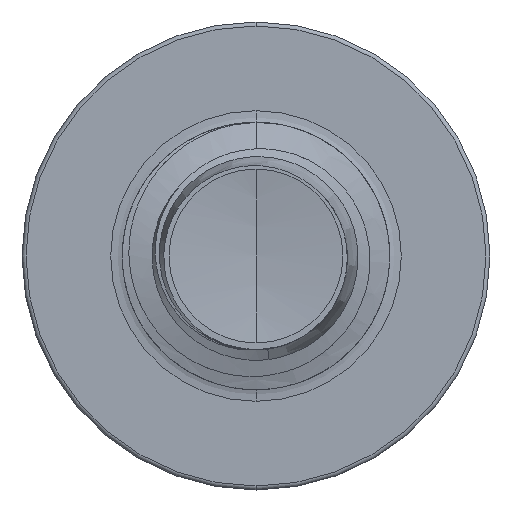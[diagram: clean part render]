
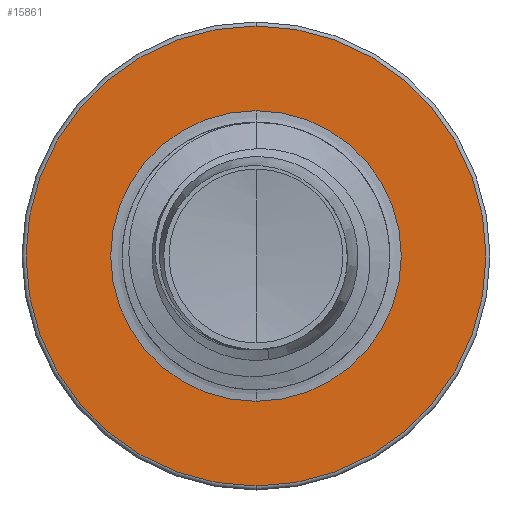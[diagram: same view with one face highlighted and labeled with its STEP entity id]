
A CAD part, front view. The second image highlights one B-rep face of the part: STEP entity #15861.
In plain terms, the highlighted planar face has unit normal (0, -1, 0).
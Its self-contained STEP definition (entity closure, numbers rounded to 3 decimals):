
#501 = ORIENTED_EDGE ( 'NONE', *, *, #5319, .T. ) ;
#804 = CARTESIAN_POINT ( 'NONE',  ( 0., 11., 0. ) ) ;
#897 = CARTESIAN_POINT ( 'NONE',  ( 0., 11., 0. ) ) ;
#2047 = ORIENTED_EDGE ( 'NONE', *, *, #23501, .T. ) ;
#2601 = ORIENTED_EDGE ( 'NONE', *, *, #11632, .F. ) ;
#2734 = DIRECTION ( 'NONE',  ( 0., 0., 1. ) ) ;
#2812 = DIRECTION ( 'NONE',  ( 0., 0., 1. ) ) ;
#2893 = VERTEX_POINT ( 'NONE', #21627 ) ;
#3677 = CARTESIAN_POINT ( 'NONE',  ( 0., 11., 0. ) ) ;
#3741 = AXIS2_PLACEMENT_3D ( 'NONE', #3677, #17051, #5637 ) ;
#4174 = FACE_OUTER_BOUND ( 'NONE', #12174, .T. ) ;
#4638 = PLANE ( 'NONE',  #8853 ) ;
#5271 = DIRECTION ( 'NONE',  ( 0., 1., 0. ) ) ;
#5319 = EDGE_CURVE ( 'NONE', #23019, #2893, #12711, .T. ) ;
#5637 = DIRECTION ( 'NONE',  ( 0., 0., 1. ) ) ;
#5831 = CIRCLE ( 'NONE', #20837, 3.44 ) ;
#8469 = DIRECTION ( 'NONE',  ( 0., 1., 0. ) ) ;
#8589 = AXIS2_PLACEMENT_3D ( 'NONE', #804, #14173, #2734 ) ;
#8667 = EDGE_CURVE ( 'NONE', #12916, #18521, #5831, .T. ) ;
#8853 = AXIS2_PLACEMENT_3D ( 'NONE', #17988, #8469, #21929 ) ;
#9255 = FACE_BOUND ( 'NONE', #12849, .T. ) ;
#10399 = ORIENTED_EDGE ( 'NONE', *, *, #8667, .F. ) ;
#11544 = CARTESIAN_POINT ( 'NONE',  ( 0., 11., -3.44 ) ) ;
#11632 = EDGE_CURVE ( 'NONE', #18521, #12916, #20501, .T. ) ;
#12174 = EDGE_LOOP ( 'NONE', ( #2601, #10399 ) ) ;
#12175 = CIRCLE ( 'NONE', #3741, 2.174 ) ;
#12604 = CARTESIAN_POINT ( 'NONE',  ( 0., 11., 2.174 ) ) ;
#12711 = CIRCLE ( 'NONE', #8589, 2.174 ) ;
#12849 = EDGE_LOOP ( 'NONE', ( #501, #2047 ) ) ;
#12916 = VERTEX_POINT ( 'NONE', #11544 ) ;
#14173 = DIRECTION ( 'NONE',  ( 0., 1., 0. ) ) ;
#14254 = DIRECTION ( 'NONE',  ( 0., 1., 0. ) ) ;
#15861 = ADVANCED_FACE ( 'NONE', ( #4174, #9255 ), #4638, .F. ) ;
#16351 = CARTESIAN_POINT ( 'NONE',  ( 0., 11., 3.44 ) ) ;
#16687 = CARTESIAN_POINT ( 'NONE',  ( 0., 11., 0. ) ) ;
#17051 = DIRECTION ( 'NONE',  ( 0., 1., 0. ) ) ;
#17988 = CARTESIAN_POINT ( 'NONE',  ( 0., 11., -2.174 ) ) ;
#18521 = VERTEX_POINT ( 'NONE', #16351 ) ;
#18614 = DIRECTION ( 'NONE',  ( 0., 0., 1. ) ) ;
#19357 = AXIS2_PLACEMENT_3D ( 'NONE', #897, #14254, #2812 ) ;
#20501 = CIRCLE ( 'NONE', #19357, 3.44 ) ;
#20837 = AXIS2_PLACEMENT_3D ( 'NONE', #16687, #5271, #18614 ) ;
#21627 = CARTESIAN_POINT ( 'NONE',  ( 0., 11., -2.174 ) ) ;
#21929 = DIRECTION ( 'NONE',  ( 0., 0., 1. ) ) ;
#23019 = VERTEX_POINT ( 'NONE', #12604 ) ;
#23501 = EDGE_CURVE ( 'NONE', #2893, #23019, #12175, .T. ) ;
